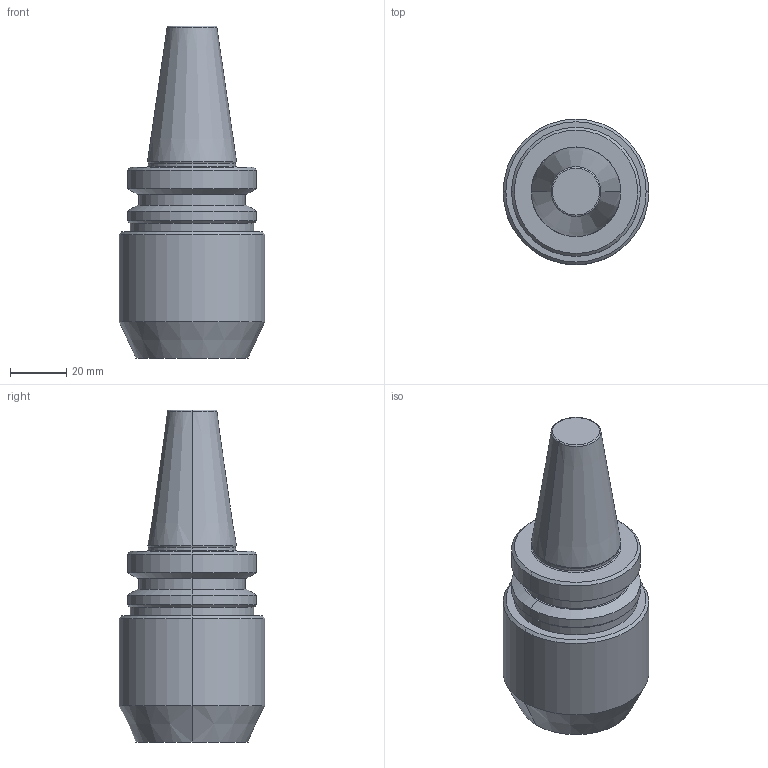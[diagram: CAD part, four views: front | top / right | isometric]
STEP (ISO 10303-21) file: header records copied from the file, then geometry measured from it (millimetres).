
FILE_DESCRIPTION (( 'STEP AP203' ), '1' );
FILE_NAME ('BT30 WE20 070 AD-6.3G15000 SL.STEP', '2019-05-22T05:08:59', ( '' ), ( '' ), 'SwSTEP 2.0', 'SolidWorks 2014', '' );
FILE_SCHEMA (( 'CONFIG_CONTROL_DESIGN' ));
Length unit declared in the file: millimetre
Products named in the file (1): BT30 WE20 070 AD-6.3G15000 SL
Bounding box: 52 x 52 x 118.4 mm (x, y, z)
Volume: 149606.3 mm3; surface area: 17971.5 mm2
Topology: 1 solids, 1 shells, 38 faces, 74 edges, 42 vertices
Faces by surface type: cone 16, cylinder 12, plane 6, torus 4
Entity records: 1045 total; most frequent: DIRECTION 198, CARTESIAN_POINT 155, ORIENTED_EDGE 148, AXIS2_PLACEMENT_3D 85, EDGE_CURVE 74, CIRCLE 46, EDGE_LOOP 42, VERTEX_POINT 42
